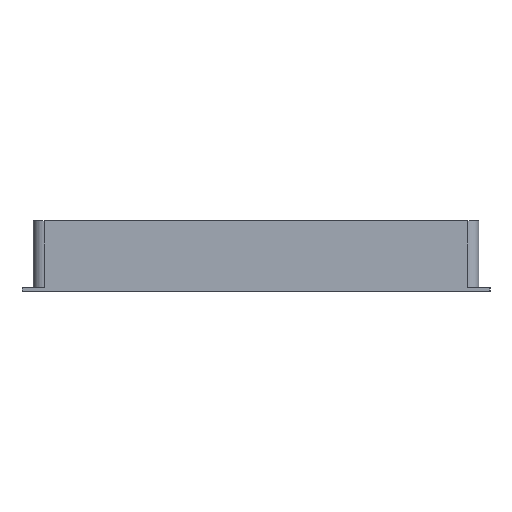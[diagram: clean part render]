
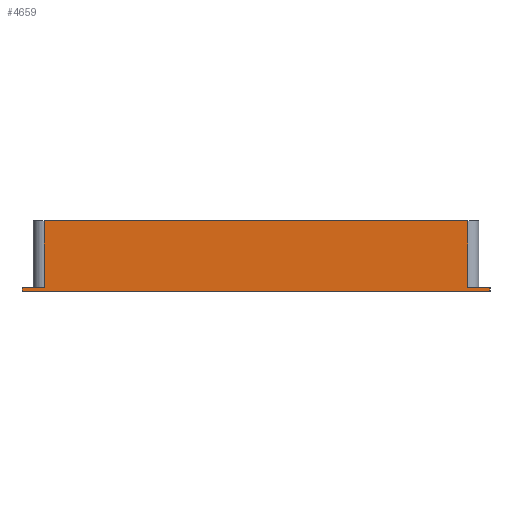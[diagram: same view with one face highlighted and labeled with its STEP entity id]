
A CAD part, left-side view. The second image highlights one B-rep face of the part: STEP entity #4659.
In plain terms, the highlighted planar face has unit normal (-1, 0, 0).
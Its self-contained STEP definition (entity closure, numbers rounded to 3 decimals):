
#4381 = EDGE_CURVE('',#4382,#4384,#4386,.T.);
#4382 = VERTEX_POINT('',#4383);
#4383 = CARTESIAN_POINT('',(-60.,-57.,19.));
#4384 = VERTEX_POINT('',#4385);
#4385 = CARTESIAN_POINT('',(-60.,57.,19.));
#4386 = LINE('',#4387,#4388);
#4387 = CARTESIAN_POINT('',(-60.,-57.,19.));
#4388 = VECTOR('',#4389,1.);
#4389 = DIRECTION('',(0.,1.,0.));
#4659 = ADVANCED_FACE('',(#4660),#4717,.T.);
#4660 = FACE_BOUND('',#4661,.T.);
#4661 = EDGE_LOOP('',(#4662,#4672,#4680,#4686,#4687,#4695,#4703,#4711));
#4662 = ORIENTED_EDGE('',*,*,#4663,.T.);
#4663 = EDGE_CURVE('',#4664,#4666,#4668,.T.);
#4664 = VERTEX_POINT('',#4665);
#4665 = CARTESIAN_POINT('',(-60.,-63.,0.));
#4666 = VERTEX_POINT('',#4667);
#4667 = CARTESIAN_POINT('',(-60.,-63.,1.));
#4668 = LINE('',#4669,#4670);
#4669 = CARTESIAN_POINT('',(-60.,-63.,0.));
#4670 = VECTOR('',#4671,1.);
#4671 = DIRECTION('',(0.,0.,1.));
#4672 = ORIENTED_EDGE('',*,*,#4673,.T.);
#4673 = EDGE_CURVE('',#4666,#4674,#4676,.T.);
#4674 = VERTEX_POINT('',#4675);
#4675 = CARTESIAN_POINT('',(-60.,-57.,1.));
#4676 = LINE('',#4677,#4678);
#4677 = CARTESIAN_POINT('',(-60.,-63.,1.));
#4678 = VECTOR('',#4679,1.);
#4679 = DIRECTION('',(0.,1.,0.));
#4680 = ORIENTED_EDGE('',*,*,#4681,.T.);
#4681 = EDGE_CURVE('',#4674,#4382,#4682,.T.);
#4682 = LINE('',#4683,#4684);
#4683 = CARTESIAN_POINT('',(-60.,-57.,0.));
#4684 = VECTOR('',#4685,1.);
#4685 = DIRECTION('',(0.,0.,1.));
#4686 = ORIENTED_EDGE('',*,*,#4381,.T.);
#4687 = ORIENTED_EDGE('',*,*,#4688,.F.);
#4688 = EDGE_CURVE('',#4689,#4384,#4691,.T.);
#4689 = VERTEX_POINT('',#4690);
#4690 = CARTESIAN_POINT('',(-60.,57.,1.));
#4691 = LINE('',#4692,#4693);
#4692 = CARTESIAN_POINT('',(-60.,57.,0.));
#4693 = VECTOR('',#4694,1.);
#4694 = DIRECTION('',(0.,0.,1.));
#4695 = ORIENTED_EDGE('',*,*,#4696,.T.);
#4696 = EDGE_CURVE('',#4689,#4697,#4699,.T.);
#4697 = VERTEX_POINT('',#4698);
#4698 = CARTESIAN_POINT('',(-60.,63.,1.));
#4699 = LINE('',#4700,#4701);
#4700 = CARTESIAN_POINT('',(-60.,-63.,1.));
#4701 = VECTOR('',#4702,1.);
#4702 = DIRECTION('',(0.,1.,0.));
#4703 = ORIENTED_EDGE('',*,*,#4704,.F.);
#4704 = EDGE_CURVE('',#4705,#4697,#4707,.T.);
#4705 = VERTEX_POINT('',#4706);
#4706 = CARTESIAN_POINT('',(-60.,63.,0.));
#4707 = LINE('',#4708,#4709);
#4708 = CARTESIAN_POINT('',(-60.,63.,0.));
#4709 = VECTOR('',#4710,1.);
#4710 = DIRECTION('',(0.,0.,1.));
#4711 = ORIENTED_EDGE('',*,*,#4712,.F.);
#4712 = EDGE_CURVE('',#4664,#4705,#4713,.T.);
#4713 = LINE('',#4714,#4715);
#4714 = CARTESIAN_POINT('',(-60.,-63.,0.));
#4715 = VECTOR('',#4716,1.);
#4716 = DIRECTION('',(0.,1.,0.));
#4717 = PLANE('',#4718);
#4718 = AXIS2_PLACEMENT_3D('',#4719,#4720,#4721);
#4719 = CARTESIAN_POINT('',(-60.,0.,8.755));
#4720 = DIRECTION('',(-1.,0.,0.));
#4721 = DIRECTION('',(0.,0.,-1.));
